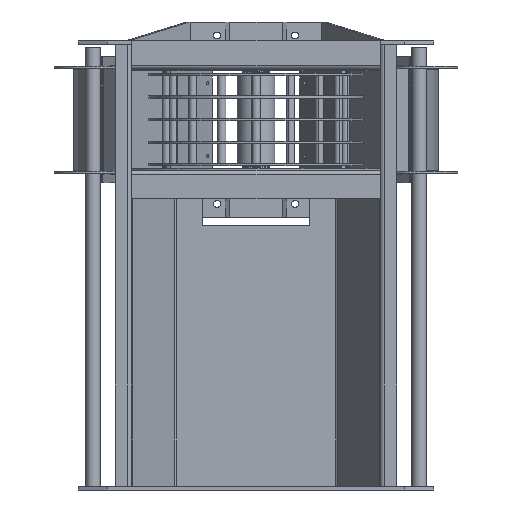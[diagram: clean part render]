
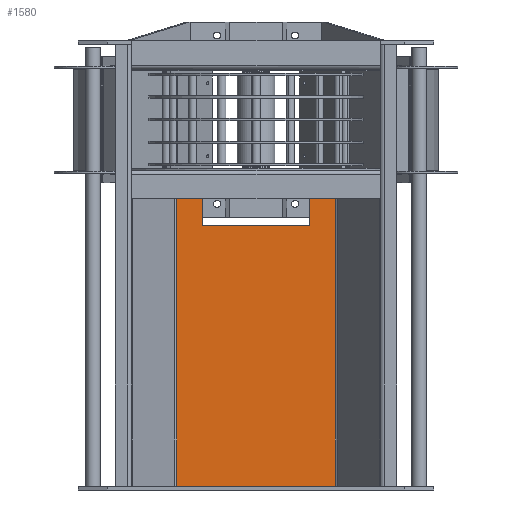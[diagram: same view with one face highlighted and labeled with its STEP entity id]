
A CAD part, front view. The second image highlights one B-rep face of the part: STEP entity #1580.
In plain terms, the highlighted free-form (B-spline) face has degree [1, 1] with [2, 2] control points.
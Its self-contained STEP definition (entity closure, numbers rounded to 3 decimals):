
#1131 = EDGE_CURVE('',#1132,#1134,#1136,.T.);
#1132 = VERTEX_POINT('',#1133);
#1133 = CARTESIAN_POINT('',(197.569,938.719,
    1132.629));
#1134 = VERTEX_POINT('',#1135);
#1135 = CARTESIAN_POINT('',(290.255,938.719,
    1132.629));
#1136 = B_SPLINE_CURVE_WITH_KNOTS('',1,(#1137,#1138),.UNSPECIFIED.,.F.,
  .F.,(2,2),(554.677,661.018),.PIECEWISE_BEZIER_KNOTS.);
#1137 = CARTESIAN_POINT('',(197.569,938.719,
    1132.629));
#1138 = CARTESIAN_POINT('',(290.255,938.719,
    1132.629));
#1273 = VERTEX_POINT('',#1274);
#1274 = CARTESIAN_POINT('',(-278.052,938.719,
    1132.629));
#1279 = EDGE_CURVE('',#1273,#1280,#1282,.T.);
#1280 = VERTEX_POINT('',#1281);
#1281 = CARTESIAN_POINT('',(-185.367,938.719,
    1132.629));
#1282 = B_SPLINE_CURVE_WITH_KNOTS('',1,(#1283,#1284),.UNSPECIFIED.,.F.,
  .F.,(2,2),(8.982,115.323),.PIECEWISE_BEZIER_KNOTS.);
#1283 = CARTESIAN_POINT('',(-278.052,938.719,
    1132.629));
#1284 = CARTESIAN_POINT('',(-185.367,938.719,
    1132.629));
#1554 = EDGE_CURVE('',#1273,#1555,#1557,.T.);
#1555 = VERTEX_POINT('',#1556);
#1556 = CARTESIAN_POINT('',(-278.052,938.719,
    13.945));
#1557 = B_SPLINE_CURVE_WITH_KNOTS('',1,(#1558,#1559),.UNSPECIFIED.,.F.,
  .F.,(2,2),(528.5,1812.),.PIECEWISE_BEZIER_KNOTS.);
#1558 = CARTESIAN_POINT('',(-278.052,938.719,
    1132.629));
#1559 = CARTESIAN_POINT('',(-278.052,938.719,
    13.945));
#1580 = ADVANCED_FACE('',(#1581),#1617,.F.);
#1581 = FACE_BOUND('',#1582,.T.);
#1582 = EDGE_LOOP('',(#1583,#1584,#1591,#1598,#1603,#1604,#1605,#1612));
#1583 = ORIENTED_EDGE('',*,*,#1131,.F.);
#1584 = ORIENTED_EDGE('',*,*,#1585,.F.);
#1585 = EDGE_CURVE('',#1586,#1132,#1588,.T.);
#1586 = VERTEX_POINT('',#1587);
#1587 = CARTESIAN_POINT('',(197.569,938.719,
    945.238));
#1588 = B_SPLINE_CURVE_WITH_KNOTS('',1,(#1589,#1590),.UNSPECIFIED.,.F.,
  .F.,(2,2),(-743.5,-528.5),.PIECEWISE_BEZIER_KNOTS.);
#1589 = CARTESIAN_POINT('',(197.569,938.719,
    945.238));
#1590 = CARTESIAN_POINT('',(197.569,938.719,
    1132.629));
#1591 = ORIENTED_EDGE('',*,*,#1592,.F.);
#1592 = EDGE_CURVE('',#1593,#1586,#1595,.T.);
#1593 = VERTEX_POINT('',#1594);
#1594 = CARTESIAN_POINT('',(-185.367,938.719,
    945.238));
#1595 = B_SPLINE_CURVE_WITH_KNOTS('',1,(#1596,#1597),.UNSPECIFIED.,.F.,
  .F.,(2,2),(115.323,554.677),.PIECEWISE_BEZIER_KNOTS.);
#1596 = CARTESIAN_POINT('',(-185.367,938.719,
    945.238));
#1597 = CARTESIAN_POINT('',(197.569,938.719,
    945.238));
#1598 = ORIENTED_EDGE('',*,*,#1599,.F.);
#1599 = EDGE_CURVE('',#1280,#1593,#1600,.T.);
#1600 = B_SPLINE_CURVE_WITH_KNOTS('',1,(#1601,#1602),.UNSPECIFIED.,.F.,
  .F.,(2,2),(528.5,743.5),.PIECEWISE_BEZIER_KNOTS.);
#1601 = CARTESIAN_POINT('',(-185.367,938.719,
    1132.629));
#1602 = CARTESIAN_POINT('',(-185.367,938.719,
    945.238));
#1603 = ORIENTED_EDGE('',*,*,#1279,.F.);
#1604 = ORIENTED_EDGE('',*,*,#1554,.T.);
#1605 = ORIENTED_EDGE('',*,*,#1606,.T.);
#1606 = EDGE_CURVE('',#1555,#1607,#1609,.T.);
#1607 = VERTEX_POINT('',#1608);
#1608 = CARTESIAN_POINT('',(290.255,938.719,
    13.945));
#1609 = B_SPLINE_CURVE_WITH_KNOTS('',1,(#1610,#1611),.UNSPECIFIED.,.F.,
  .F.,(2,2),(8.982,661.018),.PIECEWISE_BEZIER_KNOTS.);
#1610 = CARTESIAN_POINT('',(-278.052,938.719,
    13.945));
#1611 = CARTESIAN_POINT('',(290.255,938.719,
    13.945));
#1612 = ORIENTED_EDGE('',*,*,#1613,.F.);
#1613 = EDGE_CURVE('',#1134,#1607,#1614,.T.);
#1614 = B_SPLINE_CURVE_WITH_KNOTS('',1,(#1615,#1616),.UNSPECIFIED.,.F.,
  .F.,(2,2),(528.5,1812.),.PIECEWISE_BEZIER_KNOTS.);
#1615 = CARTESIAN_POINT('',(290.255,938.719,
    1132.629));
#1616 = CARTESIAN_POINT('',(290.255,938.719,
    13.945));
#1617 = B_SPLINE_SURFACE_WITH_KNOTS('',1,1,(
    (#1618,#1619)
    ,(#1620,#1621
    )),.UNSPECIFIED.,.F.,.F.,.F.,(2,2),(2,2),(-1812.,-528.5),(
    8.982,661.018),.PIECEWISE_BEZIER_KNOTS.);
#1618 = CARTESIAN_POINT('',(-278.052,938.719,
    13.945));
#1619 = CARTESIAN_POINT('',(290.255,938.719,
    13.945));
#1620 = CARTESIAN_POINT('',(-278.052,938.719,
    1132.629));
#1621 = CARTESIAN_POINT('',(290.255,938.719,
    1132.629));
